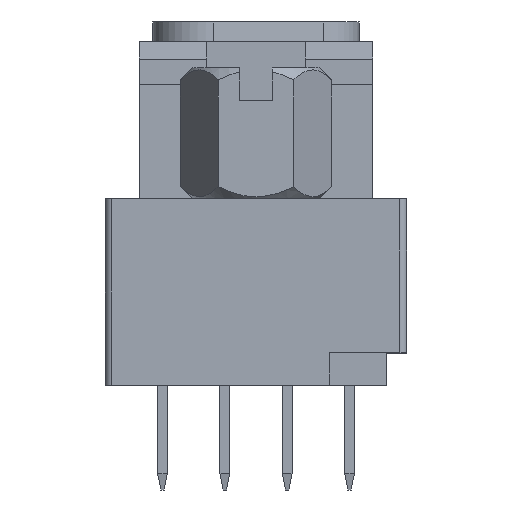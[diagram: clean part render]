
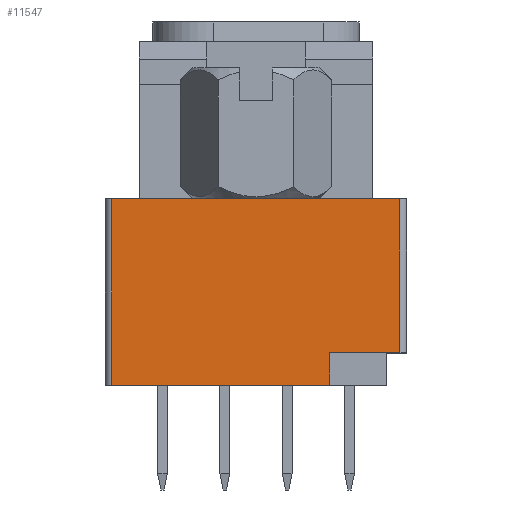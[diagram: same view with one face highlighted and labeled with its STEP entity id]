
A CAD part, left-side view. The second image highlights one B-rep face of the part: STEP entity #11547.
In plain terms, the highlighted planar face has unit normal (-1, 0, 0).
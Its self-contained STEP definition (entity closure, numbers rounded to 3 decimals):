
#3100 = VECTOR ( 'NONE', #29974, 1000. ) ;
#3111 = CARTESIAN_POINT ( 'NONE',  ( -32., 4.4, -11.1 ) ) ;
#3741 = LINE ( 'NONE', #3111, #16392 ) ;
#5301 = CARTESIAN_POINT ( 'NONE',  ( -32., -4.4, -10.1 ) ) ;
#5427 = CARTESIAN_POINT ( 'NONE',  ( -32., -2.25, -10.1 ) ) ;
#6204 = VERTEX_POINT ( 'NONE', #16129 ) ;
#10360 = DIRECTION ( 'NONE',  ( 0., 1., 0. ) ) ;
#11364 = FACE_OUTER_BOUND ( 'NONE', #13165, .T. ) ;
#11547 = ADVANCED_FACE ( 'NONE', ( #11364 ), #47178, .T. ) ;
#13165 = EDGE_LOOP ( 'NONE', ( #29913, #61664, #14053, #17485, #42032, #31402 ) ) ;
#13887 = LINE ( 'NONE', #33619, #3100 ) ;
#13892 = CARTESIAN_POINT ( 'NONE',  ( -32., -4.4, -11.1 ) ) ;
#14053 = ORIENTED_EDGE ( 'NONE', *, *, #35683, .T. ) ;
#14209 = DIRECTION ( 'NONE',  ( 0., 0., 1. ) ) ;
#14853 = EDGE_CURVE ( 'NONE', #28983, #6204, #39191, .T. ) ;
#15922 = LINE ( 'NONE', #5427, #17324 ) ;
#16129 = CARTESIAN_POINT ( 'NONE',  ( -32., -4.4, -5.4 ) ) ;
#16392 = VECTOR ( 'NONE', #38222, 1000. ) ;
#17324 = VECTOR ( 'NONE', #10360, 1000. ) ;
#17485 = ORIENTED_EDGE ( 'NONE', *, *, #46280, .F. ) ;
#21555 = LINE ( 'NONE', #41277, #43025 ) ;
#26540 = CARTESIAN_POINT ( 'NONE',  ( -32., -2.25, -11.1 ) ) ;
#28123 = DIRECTION ( 'NONE',  ( 0., -1., 0. ) ) ;
#28983 = VERTEX_POINT ( 'NONE', #5301 ) ;
#29508 = VERTEX_POINT ( 'NONE', #26540 ) ;
#29913 = ORIENTED_EDGE ( 'NONE', *, *, #64434, .F. ) ;
#29974 = DIRECTION ( 'NONE',  ( 0., -1., 0. ) ) ;
#31098 = DIRECTION ( 'NONE',  ( 0., 0., -1. ) ) ;
#31130 = VERTEX_POINT ( 'NONE', #49531 ) ;
#31282 = CARTESIAN_POINT ( 'NONE',  ( -32., 4.4, -5.4 ) ) ;
#31402 = ORIENTED_EDGE ( 'NONE', *, *, #14853, .T. ) ;
#32376 = CARTESIAN_POINT ( 'NONE',  ( -32., -4.6, -11.1 ) ) ;
#33619 = CARTESIAN_POINT ( 'NONE',  ( -32., -4.6, -11.1 ) ) ;
#35683 = EDGE_CURVE ( 'NONE', #31130, #29508, #13887, .T. ) ;
#38222 = DIRECTION ( 'NONE',  ( 0., 0., -1. ) ) ;
#39019 = CARTESIAN_POINT ( 'NONE',  ( -32., -2.25, -10.1 ) ) ;
#39191 = LINE ( 'NONE', #13892, #53955 ) ;
#41277 = CARTESIAN_POINT ( 'NONE',  ( -32., -2.25, -10.1 ) ) ;
#41919 = DIRECTION ( 'NONE',  ( 0., 0., 1. ) ) ;
#42032 = ORIENTED_EDGE ( 'NONE', *, *, #49439, .F. ) ;
#42918 = CARTESIAN_POINT ( 'NONE',  ( -32., -4.6, -5.4 ) ) ;
#43025 = VECTOR ( 'NONE', #31098, 1000. ) ;
#43218 = LINE ( 'NONE', #42918, #52358 ) ;
#46280 = EDGE_CURVE ( 'NONE', #62827, #29508, #21555, .T. ) ;
#47178 = PLANE ( 'NONE',  #58412 ) ;
#49439 = EDGE_CURVE ( 'NONE', #28983, #62827, #15922, .T. ) ;
#49531 = CARTESIAN_POINT ( 'NONE',  ( -32., 4.4, -11.1 ) ) ;
#52358 = VECTOR ( 'NONE', #28123, 1000. ) ;
#52822 = VERTEX_POINT ( 'NONE', #31282 ) ;
#53955 = VECTOR ( 'NONE', #14209, 1000. ) ;
#58412 = AXIS2_PLACEMENT_3D ( 'NONE', #32376, #61296, #41919 ) ;
#59497 = EDGE_CURVE ( 'NONE', #52822, #31130, #3741, .T. ) ;
#61296 = DIRECTION ( 'NONE',  ( -1., 0., 0. ) ) ;
#61664 = ORIENTED_EDGE ( 'NONE', *, *, #59497, .T. ) ;
#62827 = VERTEX_POINT ( 'NONE', #39019 ) ;
#64434 = EDGE_CURVE ( 'NONE', #52822, #6204, #43218, .T. ) ;
